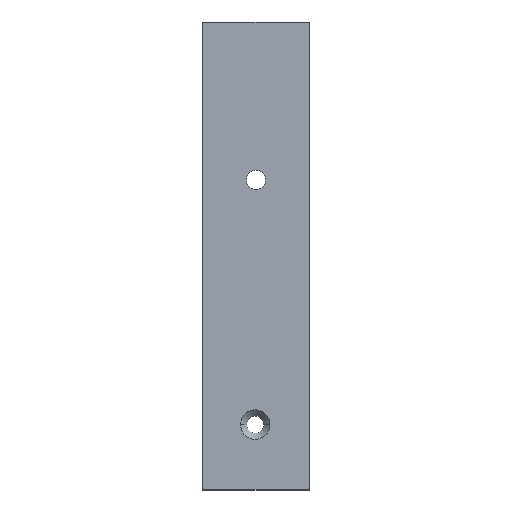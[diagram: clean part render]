
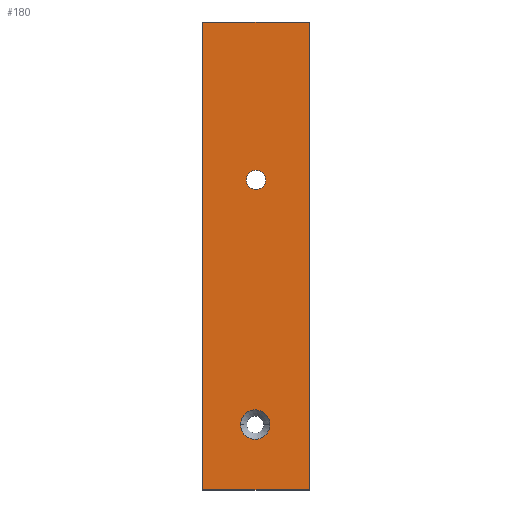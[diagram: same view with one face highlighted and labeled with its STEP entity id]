
A CAD part, top view. The second image highlights one B-rep face of the part: STEP entity #180.
In plain terms, the highlighted planar face has unit normal (0, 0, 1).
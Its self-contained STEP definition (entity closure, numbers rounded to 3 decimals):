
#36=CARTESIAN_POINT('Axis2P3D Location',(12.309,15.31,5.)) ;
#40=CARTESIAN_POINT('Vertex',(15.759,15.31,5.)) ;
#42=CARTESIAN_POINT('Vertex',(8.859,15.31,5.)) ;
#71=CARTESIAN_POINT('Axis2P3D Location',(12.309,15.31,5.)) ;
#119=CARTESIAN_POINT('Axis2P3D Location',(0.,109.62,5.)) ;
#124=CARTESIAN_POINT('Line Origine',(12.5,109.62,5.)) ;
#128=CARTESIAN_POINT('Vertex',(0.,109.62,5.)) ;
#130=CARTESIAN_POINT('Vertex',(25.,109.62,5.)) ;
#133=CARTESIAN_POINT('Line Origine',(0.,54.81,5.)) ;
#137=CARTESIAN_POINT('Vertex',(0.,0.,5.)) ;
#140=CARTESIAN_POINT('Line Origine',(12.5,0.,5.)) ;
#144=CARTESIAN_POINT('Vertex',(25.,0.,5.)) ;
#147=CARTESIAN_POINT('Line Origine',(25.,54.81,5.)) ;
#162=CARTESIAN_POINT('Axis2P3D Location',(12.5,72.62,5.)) ;
#166=CARTESIAN_POINT('Vertex',(10.25,72.62,5.)) ;
#168=CARTESIAN_POINT('Vertex',(14.75,72.62,5.)) ;
#171=CARTESIAN_POINT('Axis2P3D Location',(12.5,72.62,5.)) ;
#126=VECTOR('Line Direction',#125,1.) ;
#135=VECTOR('Line Direction',#134,1.) ;
#142=VECTOR('Line Direction',#141,1.) ;
#149=VECTOR('Line Direction',#148,1.) ;
#37=DIRECTION('Axis2P3D Direction',(-0.,0.,1.)) ;
#72=DIRECTION('Axis2P3D Direction',(-0.,0.,1.)) ;
#120=DIRECTION('Axis2P3D Direction',(-0.,0.,1.)) ;
#121=DIRECTION('Axis2P3D XDirection',(0.,-1.,0.)) ;
#125=DIRECTION('Vector Direction',(1.,0.,0.)) ;
#134=DIRECTION('Vector Direction',(0.,-1.,0.)) ;
#141=DIRECTION('Vector Direction',(1.,0.,0.)) ;
#148=DIRECTION('Vector Direction',(0.,-1.,0.)) ;
#163=DIRECTION('Axis2P3D Direction',(-0.,0.,1.)) ;
#172=DIRECTION('Axis2P3D Direction',(-0.,0.,1.)) ;
#38=AXIS2_PLACEMENT_3D('Circle Axis2P3D',#36,#37,$) ;
#73=AXIS2_PLACEMENT_3D('Circle Axis2P3D',#71,#72,$) ;
#122=AXIS2_PLACEMENT_3D('Plane Axis2P3D',#119,#120,#121) ;
#164=AXIS2_PLACEMENT_3D('Circle Axis2P3D',#162,#163,$) ;
#173=AXIS2_PLACEMENT_3D('Circle Axis2P3D',#171,#172,$) ;
#127=LINE('Line',#124,#126) ;
#136=LINE('Line',#133,#135) ;
#143=LINE('Line',#140,#142) ;
#150=LINE('Line',#147,#149) ;
#39=CIRCLE('generated circle',#38,3.45) ;
#74=CIRCLE('generated circle',#73,3.45) ;
#165=CIRCLE('generated circle',#164,2.25) ;
#174=CIRCLE('generated circle',#173,2.25) ;
#123=PLANE('',#122) ;
#161=FACE_BOUND('',#158,.T.) ;
#179=FACE_BOUND('',#176,.T.) ;
#44=EDGE_CURVE('',#41,#43,#39,.T.) ;
#75=EDGE_CURVE('',#43,#41,#74,.T.) ;
#132=EDGE_CURVE('',#129,#131,#127,.T.) ;
#139=EDGE_CURVE('',#129,#138,#136,.T.) ;
#146=EDGE_CURVE('',#138,#145,#143,.T.) ;
#151=EDGE_CURVE('',#131,#145,#150,.T.) ;
#170=EDGE_CURVE('',#167,#169,#165,.T.) ;
#175=EDGE_CURVE('',#169,#167,#174,.T.) ;
#152=EDGE_LOOP('',(#153,#154,#155,#156)) ;
#158=EDGE_LOOP('',(#159,#160)) ;
#176=EDGE_LOOP('',(#177,#178)) ;
#153=ORIENTED_EDGE('',*,*,#132,.F.) ;
#154=ORIENTED_EDGE('',*,*,#139,.T.) ;
#155=ORIENTED_EDGE('',*,*,#146,.T.) ;
#156=ORIENTED_EDGE('',*,*,#151,.F.) ;
#159=ORIENTED_EDGE('',*,*,#75,.F.) ;
#160=ORIENTED_EDGE('',*,*,#44,.F.) ;
#177=ORIENTED_EDGE('',*,*,#170,.F.) ;
#178=ORIENTED_EDGE('',*,*,#175,.F.) ;
#41=VERTEX_POINT('',#40) ;
#43=VERTEX_POINT('',#42) ;
#129=VERTEX_POINT('',#128) ;
#131=VERTEX_POINT('',#130) ;
#138=VERTEX_POINT('',#137) ;
#145=VERTEX_POINT('',#144) ;
#167=VERTEX_POINT('',#166) ;
#169=VERTEX_POINT('',#168) ;
#180=ADVANCED_FACE('Hauptk\X2\00F6\X0\rper',(#157,#161,#179),#123,.T.) ;
#157=FACE_OUTER_BOUND('',#152,.T.) ;
